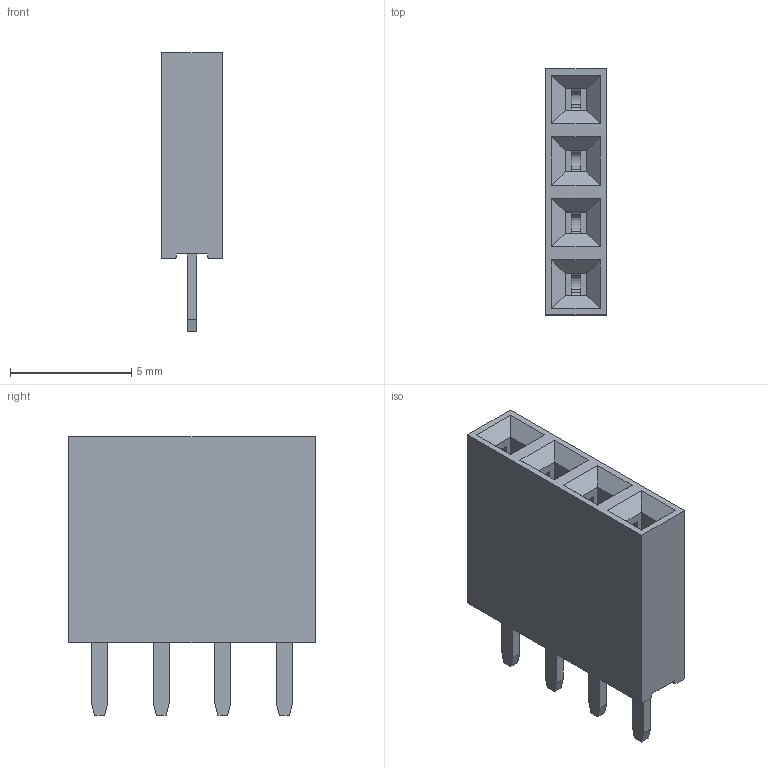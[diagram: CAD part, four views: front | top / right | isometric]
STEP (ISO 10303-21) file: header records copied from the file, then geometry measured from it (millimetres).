
FILE_DESCRIPTION(('FreeCAD Model'),'2;1');
FILE_NAME('Open CASCADE Shape Model','2023-05-12T02:54:16',( 'kicad StepUp'),('ksu MCAD'),'Open CASCADE STEP processor 7.6', 'FreeCAD','Unknown');
FILE_SCHEMA(('AUTOMOTIVE_DESIGN { 1 0 10303 214 1 1 1 1 }'));
Length unit declared in the file: millimetre
Products named in the file (6): Female_Header_1x4_P2.54_H8.5_straight; Pin_One006; Epoxy_Body006; Body049; Body050; Body051
Assembly tree (5 placements, depth 2):
  Female_Header_1x4_P2.54_H8.5_straight
    Pin_One006
    Epoxy_Body006
    Body049
    Body050
    Body051
Bounding box: 2.5 x 10.16 x 11.5 mm (x, y, z)
Volume: 186.8 mm3; surface area: 578 mm2
Topology: 5 solids, 5 shells, 172 faces, 478 edges, 316 vertices
Faces by surface type: plane 126, cylinder 30, bspline 16
Entity records: 5591 total; most frequent: CARTESIAN_POINT 1036, ORIENTED_EDGE 956, DIRECTION 854, EDGE_CURVE 478, LINE 394, VECTOR 394, VERTEX_POINT 316, AXIS2_PLACEMENT_3D 230
